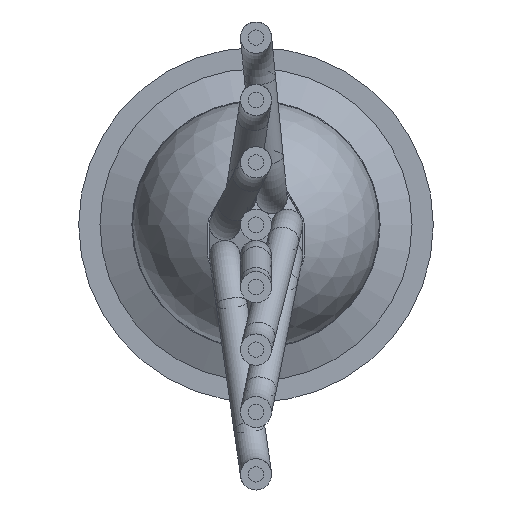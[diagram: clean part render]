
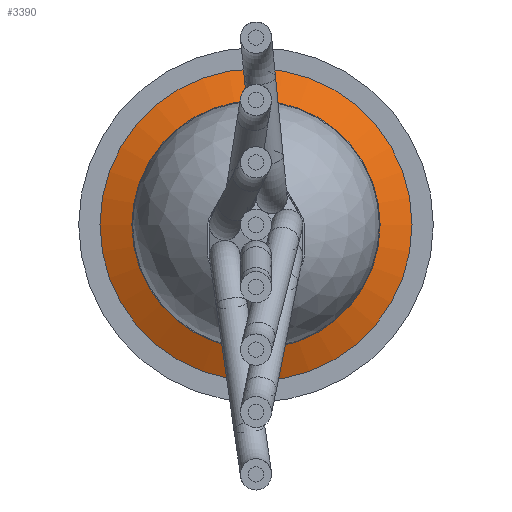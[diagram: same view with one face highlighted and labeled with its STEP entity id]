
A CAD part, front view. The second image highlights one B-rep face of the part: STEP entity #3390.
In plain terms, the highlighted conical face has half-angle 66.038 degrees and reference radius 9.875 mm.
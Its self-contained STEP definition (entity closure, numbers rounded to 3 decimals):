
#60=CONICAL_SURFACE('',#3669,9.875,1.153);
#309=LINE('',#5999,#548);
#548=VECTOR('',#4361,9.875);
#777=FACE_OUTER_BOUND('',#971,.T.);
#971=EDGE_LOOP('',(#2580,#2581,#2582,#2583,#2584,#2585));
#1257=CIRCLE('',#3667,8.75);
#1258=CIRCLE('',#3668,8.75);
#1259=CIRCLE('',#3670,11.);
#1260=CIRCLE('',#3671,11.);
#1574=VERTEX_POINT('',#5989);
#1575=VERTEX_POINT('',#5990);
#1576=VERTEX_POINT('',#5995);
#1577=VERTEX_POINT('',#5996);
#1963=EDGE_CURVE('',#1574,#1575,#1257,.T.);
#1964=EDGE_CURVE('',#1575,#1574,#1258,.T.);
#1966=EDGE_CURVE('',#1576,#1577,#1259,.T.);
#1967=EDGE_CURVE('',#1577,#1576,#1260,.T.);
#1968=EDGE_CURVE('',#1577,#1575,#309,.T.);
#2580=ORIENTED_EDGE('',*,*,#1966,.F.);
#2581=ORIENTED_EDGE('',*,*,#1967,.F.);
#2582=ORIENTED_EDGE('',*,*,#1968,.T.);
#2583=ORIENTED_EDGE('',*,*,#1964,.T.);
#2584=ORIENTED_EDGE('',*,*,#1963,.T.);
#2585=ORIENTED_EDGE('',*,*,#1968,.F.);
#3390=ADVANCED_FACE('',(#777),#60,.T.);
#3667=AXIS2_PLACEMENT_3D('',#5991,#4350,#4351);
#3668=AXIS2_PLACEMENT_3D('',#5992,#4352,#4353);
#3669=AXIS2_PLACEMENT_3D('',#5994,#4355,#4356);
#3670=AXIS2_PLACEMENT_3D('',#5997,#4357,#4358);
#3671=AXIS2_PLACEMENT_3D('',#5998,#4359,#4360);
#4350=DIRECTION('center_axis',(0.,1.,0.));
#4351=DIRECTION('ref_axis',(-1.,0.,0.));
#4352=DIRECTION('center_axis',(0.,1.,0.));
#4353=DIRECTION('ref_axis',(-1.,0.,0.));
#4355=DIRECTION('center_axis',(0.,1.,0.));
#4356=DIRECTION('ref_axis',(-1.,0.,0.));
#4357=DIRECTION('center_axis',(0.,1.,0.));
#4358=DIRECTION('ref_axis',(-1.,0.,0.));
#4359=DIRECTION('center_axis',(0.,1.,0.));
#4360=DIRECTION('ref_axis',(-1.,0.,0.));
#4361=DIRECTION('',(-0.914,-0.406,0.));
#5989=CARTESIAN_POINT('',(-8.75,16.7,0.));
#5990=CARTESIAN_POINT('',(8.75,16.7,0.));
#5991=CARTESIAN_POINT('Origin',(0.,16.7,0.));
#5992=CARTESIAN_POINT('Origin',(0.,16.7,0.));
#5994=CARTESIAN_POINT('Origin',(0.,17.2,0.));
#5995=CARTESIAN_POINT('',(-11.,17.7,0.));
#5996=CARTESIAN_POINT('',(11.,17.7,0.));
#5997=CARTESIAN_POINT('Origin',(0.,17.7,0.));
#5998=CARTESIAN_POINT('Origin',(0.,17.7,0.));
#5999=CARTESIAN_POINT('',(9.875,17.2,0.));
